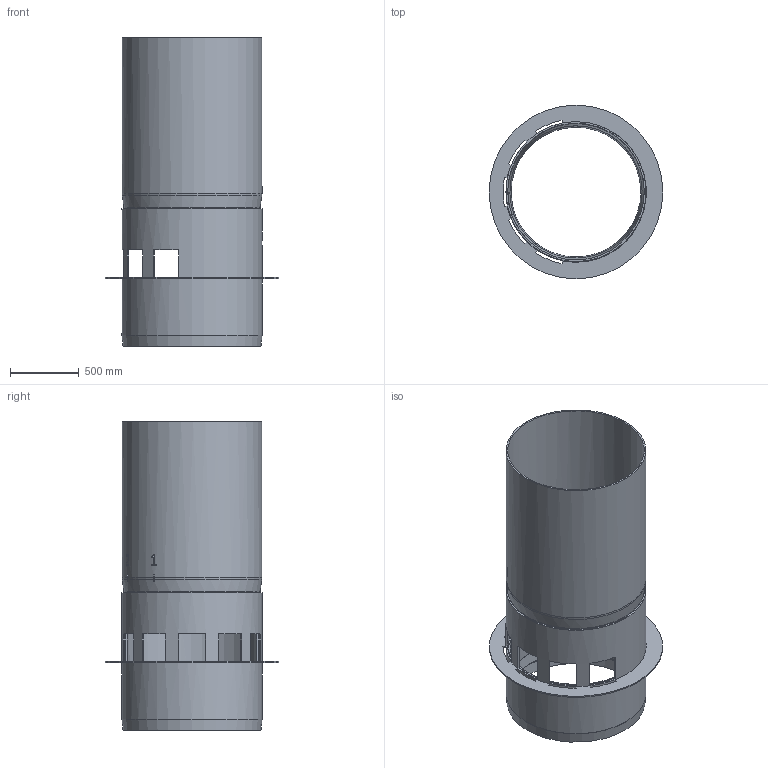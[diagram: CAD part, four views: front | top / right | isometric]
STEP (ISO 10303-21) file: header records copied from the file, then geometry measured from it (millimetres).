
FILE_DESCRIPTION(/* description */ (''),/* implementation_level */ '2;1');
FILE_NAME(/* name */ '14311.100X_3D.stp',/* time_stamp */ '2024-12-11T14:52:14+01:00',/* author */ ('CAD'),/* organization */ (''),/* preprocessor_version */ 'ST-DEVELOPER v20',/* originating_system */ 'AutoCAD Mechanical',/* authorisation */ '');
FILE_SCHEMA (('AUTOMOTIVE_DESIGN { 1 0 10303 214 3 1 1 }'));
Length unit declared in the file: centimetre
Products named in the file (2): Product; *S0
Assembly tree (1 placements, depth 2):
  Product
    *S0
Bounding box: 1260 x 1260 x 2240 mm (x, y, z)
Volume: 115216931.8 mm3; surface area: 19687486.4 mm2
Topology: 4 solids, 4 shells, 196 faces, 609 edges, 406 vertices
Faces by surface type: plane 103, bspline 44, cylinder 25, torus 16, cone 8
Full cylindrical faces by diameter (mm): 41 x6, 961 x1, 985 x1, 992 x2, 1016 x2, 1260 x1
Entity records: 8467 total; most frequent: CARTESIAN_POINT 3109, ORIENTED_EDGE 1216, DIRECTION 965, EDGE_CURVE 608, VERTEX_POINT 404, AXIS2_PLACEMENT_3D 329, LINE 307, VECTOR 307
